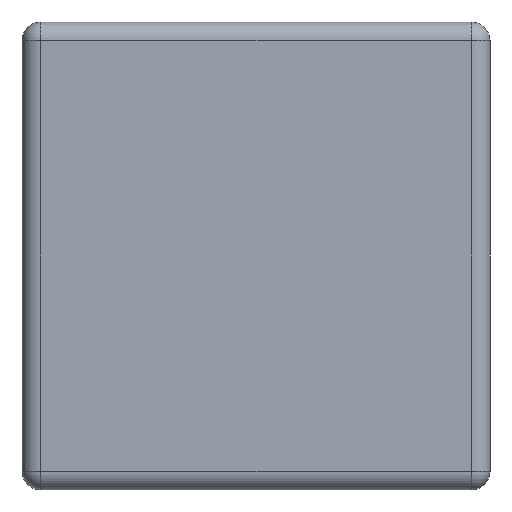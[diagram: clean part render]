
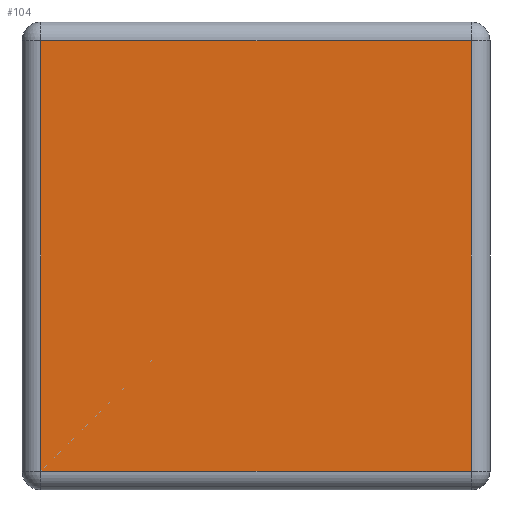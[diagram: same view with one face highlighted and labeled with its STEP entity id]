
A CAD part, left-side view. The second image highlights one B-rep face of the part: STEP entity #104.
In plain terms, the highlighted planar face has unit normal (-1, 0, 0).
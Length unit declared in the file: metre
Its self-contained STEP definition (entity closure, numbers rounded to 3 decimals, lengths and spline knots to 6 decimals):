
#104 = ADVANCED_FACE( '', ( #233 ), #234, .F. );
#233 = FACE_OUTER_BOUND( '', #388, .T. );
#234 = PLANE( '', #389 );
#388 = EDGE_LOOP( '', ( #587, #588, #589, #590 ) );
#389 = AXIS2_PLACEMENT_3D( '', #591, #592, #593 );
#587 = ORIENTED_EDGE( '', *, *, #922, .T. );
#588 = ORIENTED_EDGE( '', *, *, #923, .T. );
#589 = ORIENTED_EDGE( '', *, *, #924, .T. );
#590 = ORIENTED_EDGE( '', *, *, #925, .T. );
#591 = CARTESIAN_POINT( '', ( -0.001, -0.000625, 0.000625 ) );
#592 = DIRECTION( '', ( 1., 0., 0. ) );
#593 = DIRECTION( '', ( 0., 0., -1. ) );
#922 = EDGE_CURVE( '', #1101, #1018, #1102, .T. );
#923 = EDGE_CURVE( '', #1018, #1103, #1104, .T. );
#924 = EDGE_CURVE( '', #1103, #1046, #1105, .F. );
#925 = EDGE_CURVE( '', #1046, #1101, #1106, .F. );
#1018 = VERTEX_POINT( '', #1220 );
#1046 = VERTEX_POINT( '', #1256 );
#1101 = VERTEX_POINT( '', #1323 );
#1102 = LINE( '', #1324, #1325 );
#1103 = VERTEX_POINT( '', #1326 );
#1104 = LINE( '', #1327, #1328 );
#1105 = LINE( '', #1329, #1330 );
#1106 = LINE( '', #1331, #1332 );
#1220 = CARTESIAN_POINT( '', ( -0.001, 0.000575, 0.0012 ) );
#1256 = CARTESIAN_POINT( '', ( -0.001, -0.000575, 0.00005 ) );
#1323 = CARTESIAN_POINT( '', ( -0.001, -0.000575, 0.0012 ) );
#1324 = CARTESIAN_POINT( '', ( -0.001, -0.000625, 0.0012 ) );
#1325 = VECTOR( '', #1541, 1. );
#1326 = CARTESIAN_POINT( '', ( -0.001, 0.000575, 0.00005 ) );
#1327 = CARTESIAN_POINT( '', ( -0.001, 0.000575, 0.000625 ) );
#1328 = VECTOR( '', #1542, 1. );
#1329 = CARTESIAN_POINT( '', ( -0.001, -0.000625, 0.00005 ) );
#1330 = VECTOR( '', #1543, 1. );
#1331 = CARTESIAN_POINT( '', ( -0.001, -0.000575, 0.00125 ) );
#1332 = VECTOR( '', #1544, 1. );
#1541 = DIRECTION( '', ( 0., 1., 0. ) );
#1542 = DIRECTION( '', ( 0., 0., -1. ) );
#1543 = DIRECTION( '', ( 0., 1., 0. ) );
#1544 = DIRECTION( '', ( 0., 0., -1. ) );
